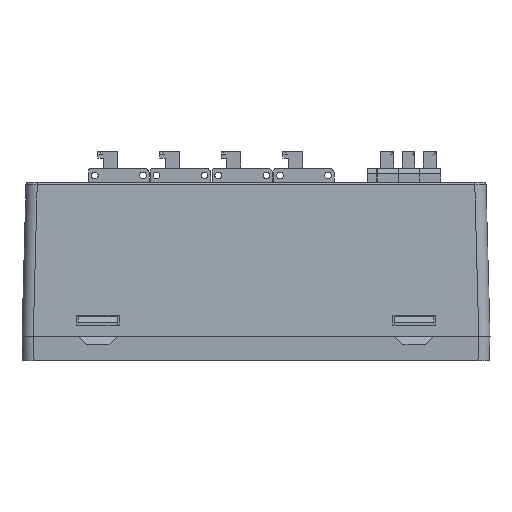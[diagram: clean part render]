
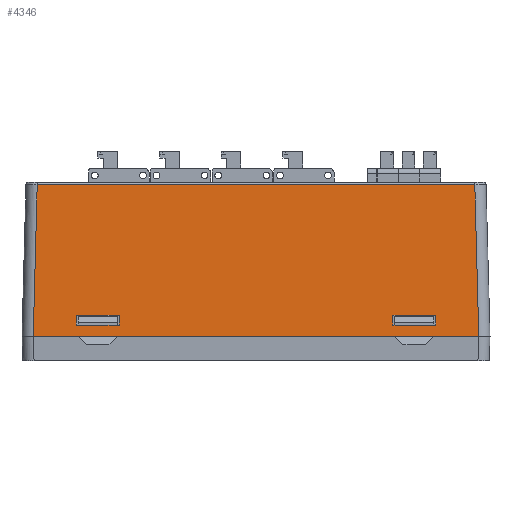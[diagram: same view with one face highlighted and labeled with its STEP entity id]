
A CAD part, front view. The second image highlights one B-rep face of the part: STEP entity #4346.
In plain terms, the highlighted planar face has unit normal (0, -1, 0.026).
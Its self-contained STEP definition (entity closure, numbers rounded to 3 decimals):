
#4346=ADVANCED_FACE('',(#11335,#11336,#11337),#7570,.T.);
#7570=PLANE('',#62064);
#11335=FACE_BOUND('',#12721,.T.);
#11336=FACE_BOUND('',#12722,.T.);
#11337=FACE_BOUND('',#12723,.T.);
#12721=EDGE_LOOP('',(#17620,#17621,#17622,#17623));
#12722=EDGE_LOOP('',(#17624,#17625,#17626,#17627));
#12723=EDGE_LOOP('',(#17628,#17629,#17630,#17631));
#17620=ORIENTED_EDGE('',*,*,#40544,.T.);
#17621=ORIENTED_EDGE('',*,*,#40158,.T.);
#17622=ORIENTED_EDGE('',*,*,#40546,.T.);
#17623=ORIENTED_EDGE('',*,*,#40120,.F.);
#17624=ORIENTED_EDGE('',*,*,#40568,.T.);
#17625=ORIENTED_EDGE('',*,*,#40571,.T.);
#17626=ORIENTED_EDGE('',*,*,#40125,.F.);
#17627=ORIENTED_EDGE('',*,*,#40572,.T.);
#17628=ORIENTED_EDGE('',*,*,#40558,.T.);
#17629=ORIENTED_EDGE('',*,*,#40162,.T.);
#17630=ORIENTED_EDGE('',*,*,#40549,.T.);
#17631=ORIENTED_EDGE('',*,*,#40556,.F.);
#34256=VERTEX_POINT('',#83832);
#34257=VERTEX_POINT('',#83834);
#34261=VERTEX_POINT('',#83843);
#34262=VERTEX_POINT('',#83845);
#34292=VERTEX_POINT('',#83906);
#34294=VERTEX_POINT('',#83910);
#34296=VERTEX_POINT('',#83915);
#34298=VERTEX_POINT('',#83919);
#34658=VERTEX_POINT('',#84790);
#34664=VERTEX_POINT('',#84804);
#34665=VERTEX_POINT('',#84827);
#34666=VERTEX_POINT('',#84829);
#40120=EDGE_CURVE('',#34256,#34257,#48779,.T.);
#40125=EDGE_CURVE('',#34261,#34262,#48783,.T.);
#40158=EDGE_CURVE('',#34292,#34294,#48809,.T.);
#40162=EDGE_CURVE('',#34296,#34298,#48813,.T.);
#40544=EDGE_CURVE('',#34256,#34292,#49163,.T.);
#40546=EDGE_CURVE('',#34294,#34257,#49165,.T.);
#40549=EDGE_CURVE('',#34298,#34658,#49168,.T.);
#40556=EDGE_CURVE('',#34664,#34658,#49175,.T.);
#40558=EDGE_CURVE('',#34664,#34296,#49177,.T.);
#40568=EDGE_CURVE('',#34666,#34665,#49186,.T.);
#40571=EDGE_CURVE('',#34665,#34262,#49187,.T.);
#40572=EDGE_CURVE('',#34261,#34666,#49188,.T.);
#48779=LINE('',#83833,#55509);
#48783=LINE('',#83844,#55513);
#48809=LINE('',#83911,#55539);
#48813=LINE('',#83920,#55543);
#49163=LINE('',#84782,#55893);
#49165=LINE('',#84785,#55895);
#49168=LINE('',#84791,#55898);
#49175=LINE('',#84805,#55905);
#49177=LINE('',#84808,#55907);
#49186=LINE('',#84828,#55916);
#49187=LINE('',#84850,#55917);
#49188=LINE('',#84852,#55918);
#55509=VECTOR('',#67201,1.);
#55513=VECTOR('',#67209,1.);
#55539=VECTOR('',#67251,1.);
#55543=VECTOR('',#67257,1.);
#55893=VECTOR('',#67687,1.);
#55895=VECTOR('',#67691,1.);
#55898=VECTOR('',#67696,1.);
#55905=VECTOR('',#67705,1.);
#55907=VECTOR('',#67709,1.);
#55916=VECTOR('',#67738,1.);
#55917=VECTOR('',#67743,1.);
#55918=VECTOR('',#67746,1.);
#62064=AXIS2_PLACEMENT_3D('',#84853,#67747,#67748);
#67201=DIRECTION('',(1.,0.,0.));
#67209=DIRECTION('',(-1.,0.,0.));
#67251=DIRECTION('',(1.,0.,0.));
#67257=DIRECTION('',(1.,0.,0.));
#67687=DIRECTION('',(0.,0.026,1.));
#67691=DIRECTION('',(0.,-0.026,-1.));
#67696=DIRECTION('',(0.,-0.026,-1.));
#67705=DIRECTION('',(1.,0.,0.));
#67709=DIRECTION('',(0.,0.026,1.));
#67738=DIRECTION('',(-1.,0.,0.));
#67743=DIRECTION('',(-0.026,-0.026,-0.999));
#67746=DIRECTION('',(-0.026,0.026,0.999));
#67747=DIRECTION('',(0.,-1.,0.026));
#67748=DIRECTION('',(0.,-0.026,-1.));
#83832=CARTESIAN_POINT('',(-928.528,3.891,-62.994));
#83833=CARTESIAN_POINT('',(-924.728,3.891,-62.994));
#83834=CARTESIAN_POINT('',(-920.894,3.891,-62.994));
#83843=CARTESIAN_POINT('',(-856.799,3.838,-65.02));
#83844=CARTESIAN_POINT('',(-857.543,3.838,-65.02));
#83845=CARTESIAN_POINT('',(-936.222,3.838,-65.02));
#83906=CARTESIAN_POINT('',(-928.528,3.937,-61.22));
#83910=CARTESIAN_POINT('',(-920.894,3.937,-61.22));
#83911=CARTESIAN_POINT('',(-900.489,3.937,-61.22));
#83915=CARTESIAN_POINT('',(-872.095,3.937,-61.22));
#83919=CARTESIAN_POINT('',(-864.495,3.937,-61.22));
#83920=CARTESIAN_POINT('',(-900.489,3.937,-61.22));
#84782=CARTESIAN_POINT('',(-928.528,3.832,-65.22));
#84785=CARTESIAN_POINT('',(-920.894,3.941,-61.086));
#84790=CARTESIAN_POINT('',(-864.495,3.891,-62.994));
#84791=CARTESIAN_POINT('',(-864.495,3.832,-65.22));
#84804=CARTESIAN_POINT('',(-872.095,3.891,-62.994));
#84805=CARTESIAN_POINT('',(-868.295,3.891,-62.994));
#84808=CARTESIAN_POINT('',(-872.095,3.832,-65.22));
#84827=CARTESIAN_POINT('',(-935.515,4.545,-38.007));
#84828=CARTESIAN_POINT('',(-900.489,4.545,-38.007));
#84829=CARTESIAN_POINT('',(-857.507,4.545,-38.007));
#84850=CARTESIAN_POINT('',(-936.173,3.887,-63.136));
#84852=CARTESIAN_POINT('',(-856.824,3.862,-64.077));
#84853=CARTESIAN_POINT('',(-900.489,3.832,-65.22));
